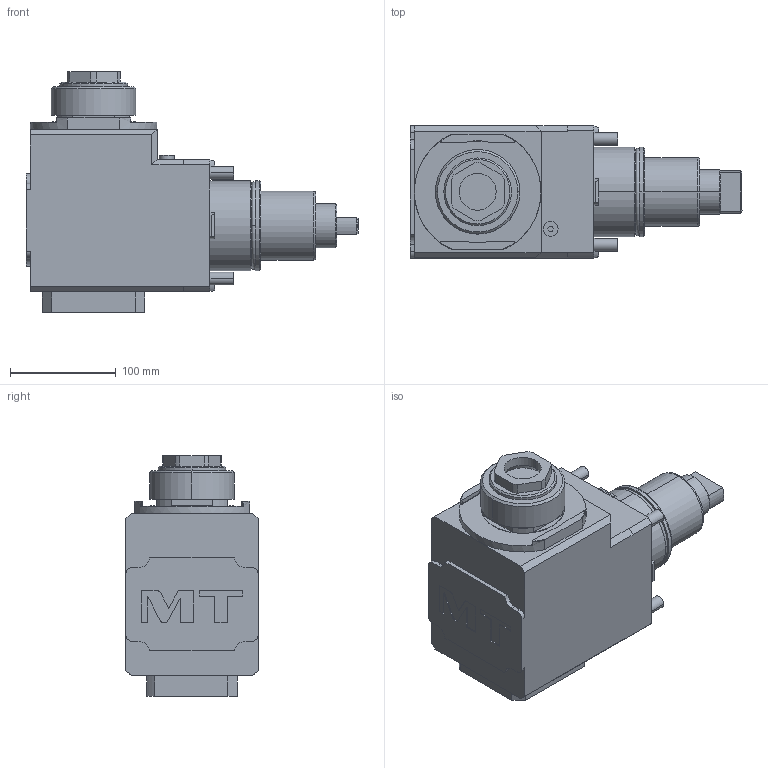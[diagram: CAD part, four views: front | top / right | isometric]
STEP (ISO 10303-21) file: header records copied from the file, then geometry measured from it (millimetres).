
FILE_DESCRIPTION((''),'2;1');
FILE_NAME('DWO1210250_CONF','2023-05-25T11:01:46',('gvalli'),('M.T. srl'),'CREO PARAMETRIC BY PTC INC, 2021072','CREO PARAMETRIC BY PTC INC, 2021072','');
FILE_SCHEMA(('CONFIG_CONTROL_DESIGN'));
Length unit declared in the file: millimetre
Products named in the file (1): DWO1210250_CONF
Bounding box: 314 x 125 x 227.83 mm (x, y, z)
Volume: 4037206.6 mm3; surface area: 189187.5 mm2
Topology: 1 solids, 1 shells, 233 faces, 589 edges, 382 vertices
Faces by surface type: plane 133, cylinder 74, cone 18, torus 6, extrusion 2
Entity records: 7203 total; most frequent: CARTESIAN_POINT 1468, DIRECTION 1191, ORIENTED_EDGE 1178, EDGE_CURVE 589, AXIS2_PLACEMENT_3D 413, VERTEX_POINT 382, VECTOR 365, LINE 363
